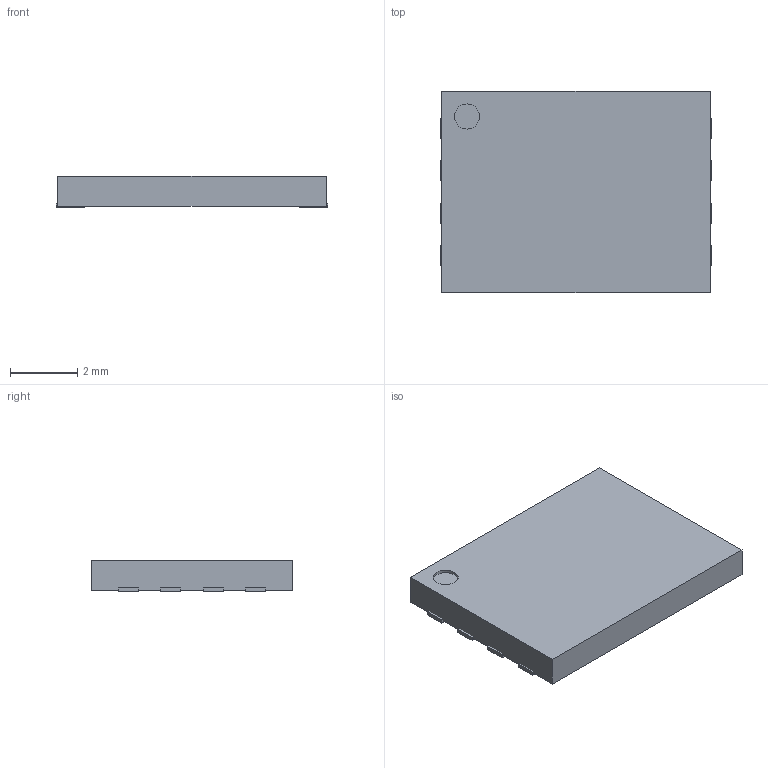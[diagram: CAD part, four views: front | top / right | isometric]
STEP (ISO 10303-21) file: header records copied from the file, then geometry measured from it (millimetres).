
FILE_DESCRIPTION(('FreeCAD Model'),'2;1');
FILE_NAME('13661625.1.1.stp','2021-02-26T07:17:10',( 'Author'),(''),'Open CASCADE STEP processor 6.9','FreeCAD','Unknown' );
FILE_SCHEMA(('AUTOMOTIVE_DESIGN { 1 0 10303 214 1 1 1 1 }'));
Length unit declared in the file: millimetre
Products named in the file (3): ASSEMBLY; Body; PinsArrayLR
Assembly tree (2 placements, depth 2):
  ASSEMBLY
    Body
    PinsArrayLR
Bounding box: 8.1 x 6 x 0.95 mm (x, y, z)
Volume: 43.6 mm3; surface area: 132.3 mm2
Topology: 9 solids, 9 shells, 56 faces, 111 edges, 74 vertices
Faces by surface type: plane 55, cylinder 1
Full cylindrical faces by diameter (mm): 0.75 x1
Entity records: 2975 total; most frequent: CARTESIAN_POINT 466, DIRECTION 453, LINE 329, VECTOR 329, ORIENTED_EDGE 222, PCURVE 222, DEFINITIONAL_REPRESENTATION 222, EDGE_CURVE 111
